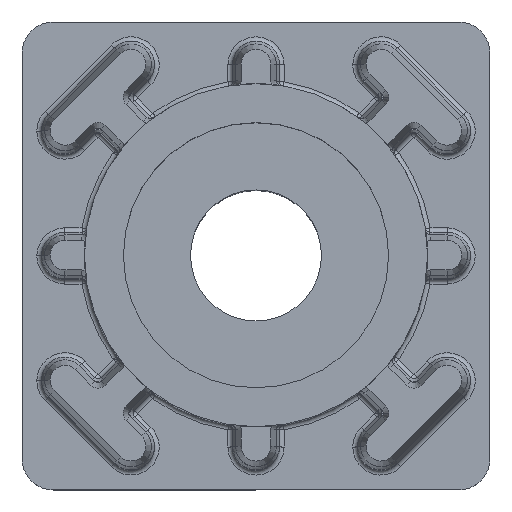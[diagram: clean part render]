
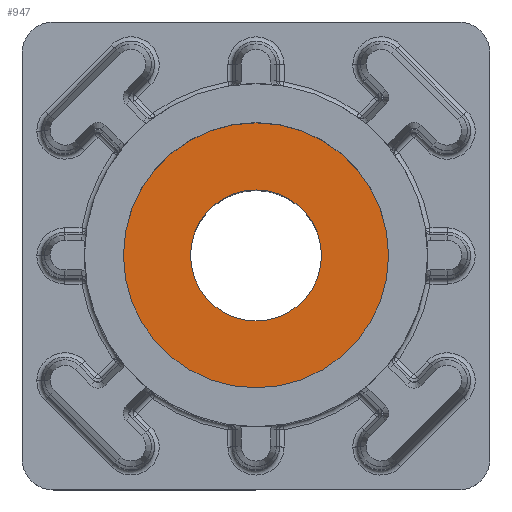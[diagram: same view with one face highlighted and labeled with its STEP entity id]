
A CAD part, top view. The second image highlights one B-rep face of the part: STEP entity #947.
In plain terms, the highlighted planar face has unit normal (0, 0, 1).
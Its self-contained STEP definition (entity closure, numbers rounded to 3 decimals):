
#95 = DIRECTION ( 'NONE',  ( 0., 0., -1. ) ) ;
#465 = VERTEX_POINT ( 'NONE', #658 ) ;
#658 = CARTESIAN_POINT ( 'NONE',  ( -4.2, 0., 25. ) ) ;
#704 = CARTESIAN_POINT ( 'NONE',  ( 0., 0., 25. ) ) ;
#947 = ADVANCED_FACE ( 'NONE', ( #4511, #11759 ), #4604, .F. ) ;
#967 = DIRECTION ( 'NONE',  ( 0., 0., -1. ) ) ;
#1184 = CIRCLE ( 'NONE', #10311, 4.2 ) ;
#1607 = DIRECTION ( 'NONE',  ( -1., 0., 0. ) ) ;
#1726 = AXIS2_PLACEMENT_3D ( 'NONE', #8871, #3451, #9786 ) ;
#1733 = VERTEX_POINT ( 'NONE', #8354 ) ;
#2813 = CIRCLE ( 'NONE', #7879, 8.5 ) ;
#3234 = ORIENTED_EDGE ( 'NONE', *, *, #4936, .T. ) ;
#3451 = DIRECTION ( 'NONE',  ( 0., 0., -1. ) ) ;
#3724 = CARTESIAN_POINT ( 'NONE',  ( 8.5, 0., 25. ) ) ;
#4009 = EDGE_CURVE ( 'NONE', #10839, #10823, #8655, .T. ) ;
#4349 = EDGE_LOOP ( 'NONE', ( #7846, #7149 ) ) ;
#4511 = FACE_OUTER_BOUND ( 'NONE', #4349, .T. ) ;
#4604 = PLANE ( 'NONE',  #10267 ) ;
#4936 = EDGE_CURVE ( 'NONE', #465, #1733, #8367, .T. ) ;
#5363 = DIRECTION ( 'NONE',  ( 0., 0., -1. ) ) ;
#5917 = AXIS2_PLACEMENT_3D ( 'NONE', #10801, #5363, #11712 ) ;
#6158 = ORIENTED_EDGE ( 'NONE', *, *, #8419, .T. ) ;
#6322 = EDGE_CURVE ( 'NONE', #10823, #10839, #2813, .T. ) ;
#6383 = CARTESIAN_POINT ( 'NONE',  ( 0., 0., 25. ) ) ;
#6428 = DIRECTION ( 'NONE',  ( -1., 0., 0. ) ) ;
#7046 = DIRECTION ( 'NONE',  ( 0., 0., -1. ) ) ;
#7149 = ORIENTED_EDGE ( 'NONE', *, *, #6322, .F. ) ;
#7314 = DIRECTION ( 'NONE',  ( -1., 0., 0. ) ) ;
#7846 = ORIENTED_EDGE ( 'NONE', *, *, #4009, .F. ) ;
#7879 = AXIS2_PLACEMENT_3D ( 'NONE', #6383, #967, #7314 ) ;
#8012 = EDGE_LOOP ( 'NONE', ( #3234, #6158 ) ) ;
#8232 = CARTESIAN_POINT ( 'NONE',  ( -4.2, 0., 25. ) ) ;
#8354 = CARTESIAN_POINT ( 'NONE',  ( 4.2, 0., 25. ) ) ;
#8367 = CIRCLE ( 'NONE', #5917, 4.2 ) ;
#8419 = EDGE_CURVE ( 'NONE', #1733, #465, #1184, .T. ) ;
#8655 = CIRCLE ( 'NONE', #1726, 8.5 ) ;
#8871 = CARTESIAN_POINT ( 'NONE',  ( 0., 0., 25. ) ) ;
#9786 = DIRECTION ( 'NONE',  ( -1., 0., 0. ) ) ;
#10267 = AXIS2_PLACEMENT_3D ( 'NONE', #8232, #95, #6428 ) ;
#10311 = AXIS2_PLACEMENT_3D ( 'NONE', #704, #7046, #1607 ) ;
#10801 = CARTESIAN_POINT ( 'NONE',  ( 0., 0., 25. ) ) ;
#10823 = VERTEX_POINT ( 'NONE', #3724 ) ;
#10839 = VERTEX_POINT ( 'NONE', #11062 ) ;
#11062 = CARTESIAN_POINT ( 'NONE',  ( -8.5, 0., 25. ) ) ;
#11712 = DIRECTION ( 'NONE',  ( -1., 0., 0. ) ) ;
#11759 = FACE_BOUND ( 'NONE', #8012, .T. ) ;
